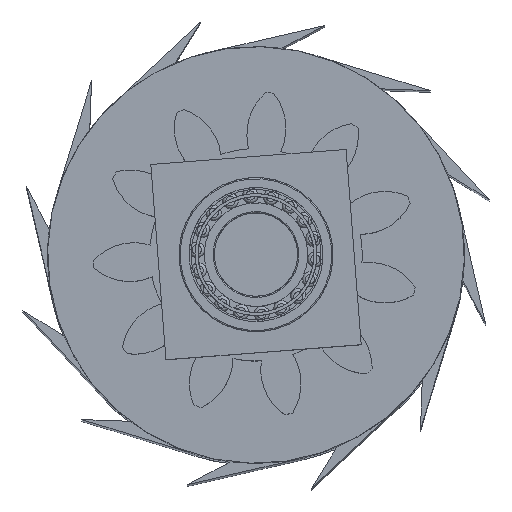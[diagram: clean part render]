
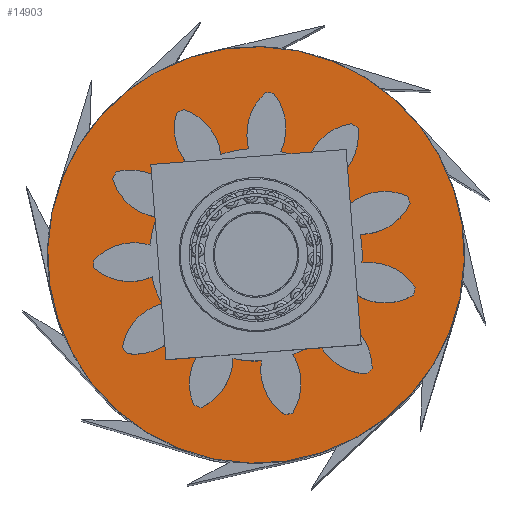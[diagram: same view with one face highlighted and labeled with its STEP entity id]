
A CAD part, top view. The second image highlights one B-rep face of the part: STEP entity #14903.
In plain terms, the highlighted planar face has unit normal (0, 0, 1).
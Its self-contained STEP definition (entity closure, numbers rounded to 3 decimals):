
#126 = CARTESIAN_POINT ( 'NONE',  ( 0., 0., 360. ) ) ;
#804 = FACE_OUTER_BOUND ( 'NONE', #2887, .T. ) ;
#1168 = VERTEX_POINT ( 'NONE', #5050 ) ;
#1397 = DIRECTION ( 'NONE',  ( 0., 0., 1. ) ) ;
#2570 = ORIENTED_EDGE ( 'NONE', *, *, #3559, .T. ) ;
#2887 = EDGE_LOOP ( 'NONE', ( #11164, #2570 ) ) ;
#3014 = DIRECTION ( 'NONE',  ( 0., 0., 1. ) ) ;
#3520 = CIRCLE ( 'NONE', #5813, 50. ) ;
#3559 = EDGE_CURVE ( 'NONE', #3864, #1168, #3520, .T. ) ;
#3864 = VERTEX_POINT ( 'NONE', #3918 ) ;
#3918 = CARTESIAN_POINT ( 'NONE',  ( -50., 0., 360. ) ) ;
#3933 = EDGE_CURVE ( 'NONE', #1168, #3864, #15295, .T. ) ;
#4471 = DIRECTION ( 'NONE',  ( 0., 0., 1. ) ) ;
#4774 = FACE_BOUND ( 'NONE', #14418, .T. ) ;
#4957 = EDGE_CURVE ( 'NONE', #10045, #7909, #15566, .T. ) ;
#5050 = CARTESIAN_POINT ( 'NONE',  ( 50., 0., 360. ) ) ;
#5546 = AXIS2_PLACEMENT_3D ( 'NONE', #126, #9821, #9574 ) ;
#5785 = CIRCLE ( 'NONE', #15848, 10. ) ;
#5813 = AXIS2_PLACEMENT_3D ( 'NONE', #12368, #1397, #13800 ) ;
#7806 = AXIS2_PLACEMENT_3D ( 'NONE', #17782, #3014, #13962 ) ;
#7909 = VERTEX_POINT ( 'NONE', #16019 ) ;
#8319 = AXIS2_PLACEMENT_3D ( 'NONE', #12769, #9014, #14492 ) ;
#9014 = DIRECTION ( 'NONE',  ( 0., 0., 1. ) ) ;
#9229 = CARTESIAN_POINT ( 'NONE',  ( 10., 0., 360. ) ) ;
#9574 = DIRECTION ( 'NONE',  ( 1., 0., 0. ) ) ;
#9764 = CARTESIAN_POINT ( 'NONE',  ( 0., 0., 360. ) ) ;
#9821 = DIRECTION ( 'NONE',  ( 0., 0., 1. ) ) ;
#10045 = VERTEX_POINT ( 'NONE', #9229 ) ;
#11164 = ORIENTED_EDGE ( 'NONE', *, *, #3933, .T. ) ;
#12361 = ORIENTED_EDGE ( 'NONE', *, *, #4957, .F. ) ;
#12368 = CARTESIAN_POINT ( 'NONE',  ( 0., 0., 360. ) ) ;
#12737 = DIRECTION ( 'NONE',  ( 1., 0., 0. ) ) ;
#12769 = CARTESIAN_POINT ( 'NONE',  ( 0., 0., 360. ) ) ;
#13800 = DIRECTION ( 'NONE',  ( 1., 0., 0. ) ) ;
#13962 = DIRECTION ( 'NONE',  ( 1., 0., 0. ) ) ;
#14418 = EDGE_LOOP ( 'NONE', ( #15747, #12361 ) ) ;
#14492 = DIRECTION ( 'NONE',  ( 1., 0., 0. ) ) ;
#14903 = ADVANCED_FACE ( 'NONE', ( #4774, #804 ), #15839, .T. ) ;
#15295 = CIRCLE ( 'NONE', #5546, 50. ) ;
#15566 = CIRCLE ( 'NONE', #7806, 10. ) ;
#15747 = ORIENTED_EDGE ( 'NONE', *, *, #16366, .F. ) ;
#15839 = PLANE ( 'NONE',  #8319 ) ;
#15848 = AXIS2_PLACEMENT_3D ( 'NONE', #9764, #4471, #12737 ) ;
#16019 = CARTESIAN_POINT ( 'NONE',  ( -10., 0., 360. ) ) ;
#16366 = EDGE_CURVE ( 'NONE', #7909, #10045, #5785, .T. ) ;
#17782 = CARTESIAN_POINT ( 'NONE',  ( 0., 0., 360. ) ) ;
